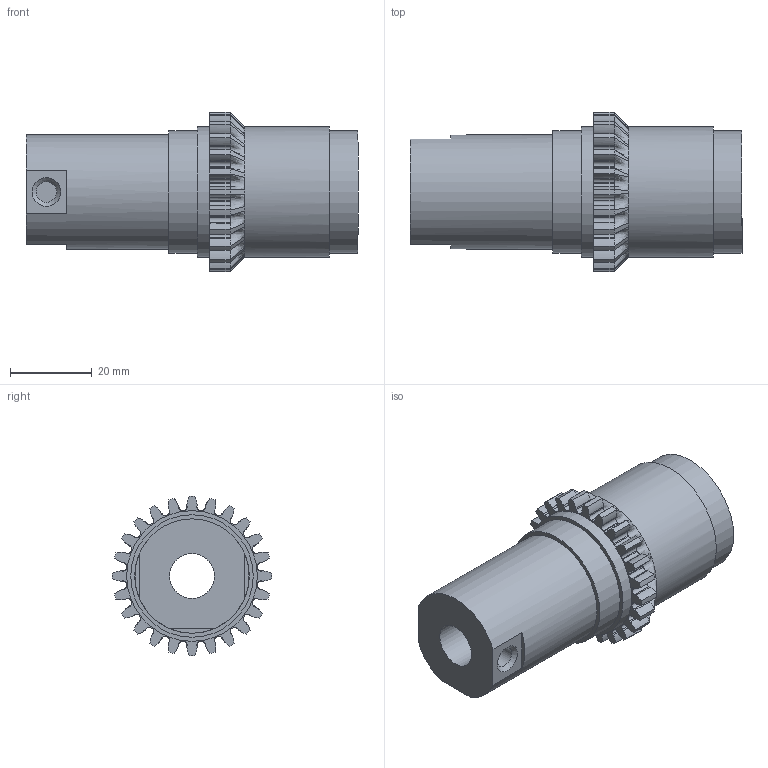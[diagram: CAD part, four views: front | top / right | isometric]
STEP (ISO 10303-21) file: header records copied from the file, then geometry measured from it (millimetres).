
FILE_DESCRIPTION(/* description */ (''),/* implementation_level */ '2;1');
FILE_NAME(/* name */ 'output_shaft.step',/* time_stamp */ '2026-02-16T15:18:28-08:00',/* author */ (''),/* organization */ (''),/* preprocessor_version */ 'ST-DEVELOPER v20.1',/* originating_system */ 'Autodesk Translation Framework v14.24.0.0',/* authorisation */ '');
FILE_SCHEMA (('AUTOMOTIVE_DESIGN { 1 0 10303 214 3 1 1 }'));
Length unit declared in the file: millimetre
Products named in the file (5): Manuel 1.0; V4 robot arm; Geared wrist; Middle gearbox 2; Output shaft
Assembly tree (4 placements, depth 5):
  Manuel 1.0
    V4 robot arm
      Geared wrist
        Middle gearbox 2
          Output shaft
Bounding box: 81.34 x 39 x 39 mm (x, y, z)
Volume: 50516.4 mm3; surface area: 13216.7 mm2
Topology: 1 solids, 1 shells, 267 faces, 814 edges, 556 vertices
Faces by surface type: cylinder 105, bspline 77, plane 63, cone 22
Full cylindrical faces by diameter (mm): 5 x3, 11 x1, 28 x1, 30 x2, 32 x2
Entity records: 25822 total; most frequent: CARTESIAN_POINT 18760, ORIENTED_EDGE 1628, DIRECTION 1385, EDGE_CURVE 814, VERTEX_POINT 556, AXIS2_PLACEMENT_3D 511, LINE 363, VECTOR 363
